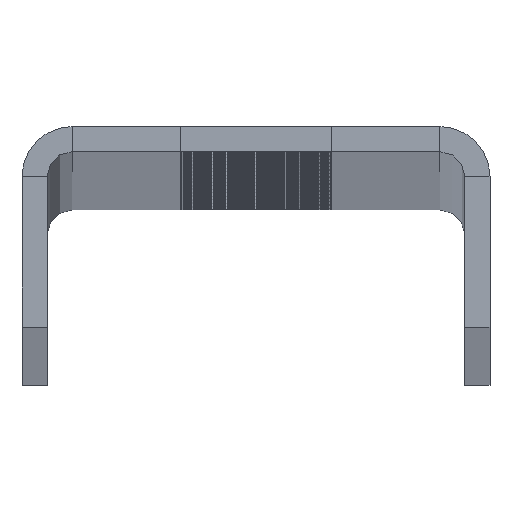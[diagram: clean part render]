
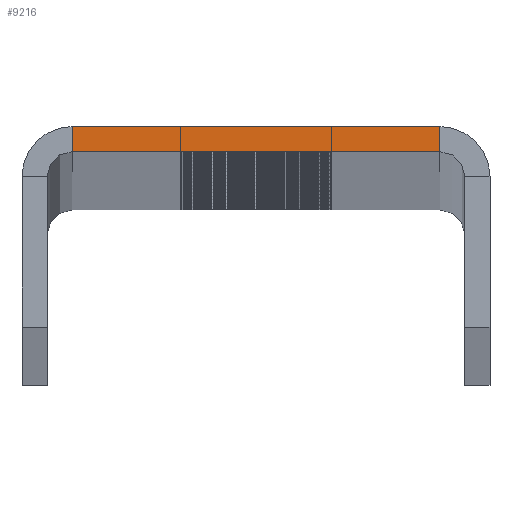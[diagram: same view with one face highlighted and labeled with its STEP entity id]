
A CAD part, top view. The second image highlights one B-rep face of the part: STEP entity #9216.
In plain terms, the highlighted planar face has unit normal (0, 0, 1).
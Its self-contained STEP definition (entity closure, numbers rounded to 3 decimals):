
#3689=DIRECTION('',(0.,-1.,0.));
#3690=VECTOR('',#3689,1.5);
#3691=CARTESIAN_POINT('',(-11.,6.,2000.));
#3692=LINE('',#3691,#3690);
#3693=DIRECTION('',(0.,-1.,0.));
#3694=VECTOR('',#3693,1.5);
#3695=CARTESIAN_POINT('',(11.,6.,2000.));
#3696=LINE('',#3695,#3694);
#3697=DIRECTION('',(-1.,0.,0.));
#3698=VECTOR('',#3697,22.);
#3699=CARTESIAN_POINT('',(11.,4.5,2000.));
#3700=LINE('',#3699,#3698);
#3701=DIRECTION('',(-1.,0.,0.));
#3702=VECTOR('',#3701,22.);
#3703=CARTESIAN_POINT('',(11.,6.,2000.));
#3704=LINE('',#3703,#3702);
#5406=CARTESIAN_POINT('',(-11.,6.,2000.));
#5408=VERTEX_POINT('',#5406);
#5410=CARTESIAN_POINT('',(11.,6.,2000.));
#5412=VERTEX_POINT('',#5410);
#5422=CARTESIAN_POINT('',(-11.,4.5,2000.));
#5424=VERTEX_POINT('',#5422);
#5426=CARTESIAN_POINT('',(11.,4.5,2000.));
#5428=VERTEX_POINT('',#5426);
#9204=CARTESIAN_POINT('',(0.,5.25,2000.));
#9205=DIRECTION('',(0.,0.,-1.));
#9206=DIRECTION('',(-1.,0.,0.));
#9207=AXIS2_PLACEMENT_3D('',#9204,#9205,#9206);
#9208=PLANE('',#9207);
#9210=ORIENTED_EDGE('',*,*,#9209,.T.);
#9211=ORIENTED_EDGE('',*,*,#8130,.T.);
#9212=ORIENTED_EDGE('',*,*,#9197,.F.);
#9213=ORIENTED_EDGE('',*,*,#7102,.F.);
#9214=EDGE_LOOP('',(#9210,#9211,#9212,#9213));
#9215=FACE_OUTER_BOUND('',#9214,.F.);
#9216=ADVANCED_FACE('',(#9215),#9208,.F.);
#7102=EDGE_CURVE('',#5412,#5408,#3704,.T.);
#8130=EDGE_CURVE('',#5428,#5424,#3700,.T.);
#9197=EDGE_CURVE('',#5408,#5424,#3692,.T.);
#9209=EDGE_CURVE('',#5412,#5428,#3696,.T.);
